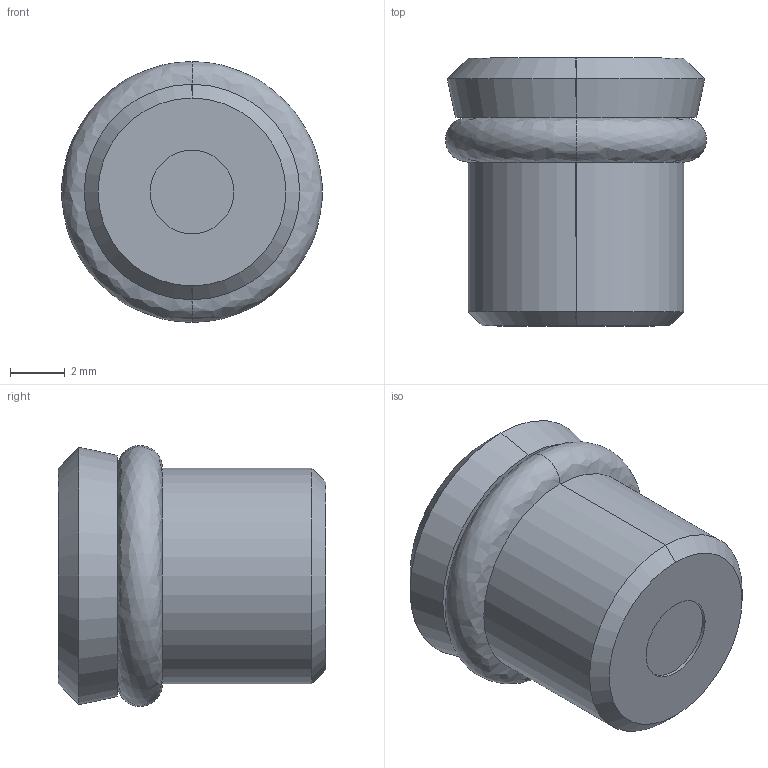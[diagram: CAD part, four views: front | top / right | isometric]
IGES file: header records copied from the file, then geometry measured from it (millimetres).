
Start section:  PTC IGES file: ilc91590001.igs
Global section: file name: ilc91590001.igs; native system: Creo Parametric by Parametric Technology Corporation; preprocessor: 2013320; author: maj; organization: Unknown; date: 20150209.085821; units: inch
Bounding box: 9.53 x 9.78 x 9.53 mm (x, y, z)
Surface area: 444.7 mm2 (no closed solid volume)
Topology: 0 solids, 0 shells, 28 faces, 120 edges, 120 vertices
Faces by surface type: revolution 16, bspline 12
